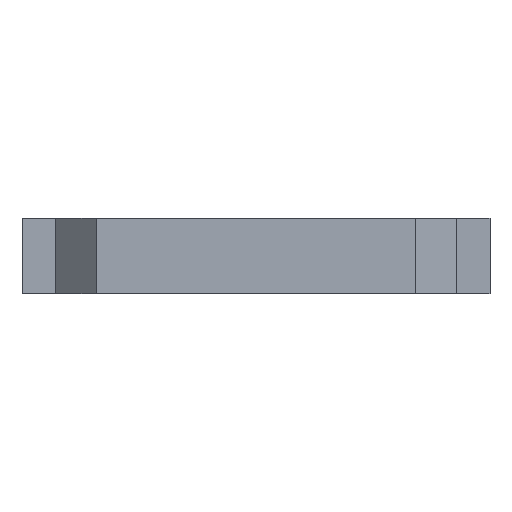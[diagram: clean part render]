
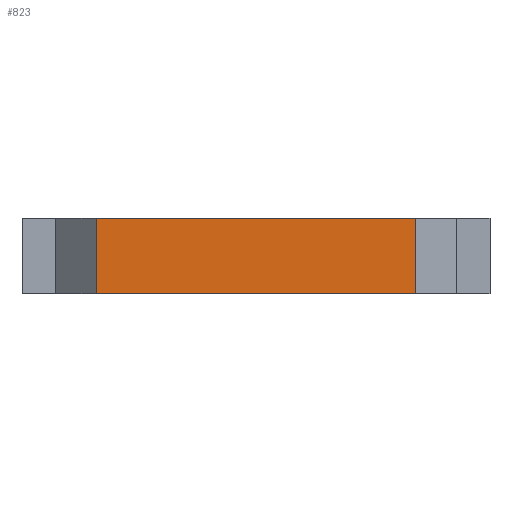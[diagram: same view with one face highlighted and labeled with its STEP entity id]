
A CAD part, left-side view. The second image highlights one B-rep face of the part: STEP entity #823.
In plain terms, the highlighted planar face has unit normal (-1, 0, 0).
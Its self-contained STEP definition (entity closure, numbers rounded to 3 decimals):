
#51=LINE('',#1189,#146);
#97=LINE('',#1302,#192);
#116=LINE('',#1337,#211);
#122=LINE('',#1348,#217);
#146=VECTOR('',#948,10.);
#192=VECTOR('',#1048,10.);
#211=VECTOR('',#1085,10.);
#217=VECTOR('',#1101,10.);
#248=PLANE('',#900);
#289=FACE_OUTER_BOUND('',#336,.T.);
#336=EDGE_LOOP('',(#772,#773,#774,#775));
#387=VERTEX_POINT('',#1186);
#388=VERTEX_POINT('',#1188);
#427=VERTEX_POINT('',#1299);
#428=VERTEX_POINT('',#1301);
#468=EDGE_CURVE('',#387,#388,#51,.T.);
#524=EDGE_CURVE('',#427,#428,#97,.T.);
#543=EDGE_CURVE('',#427,#388,#116,.T.);
#549=EDGE_CURVE('',#428,#387,#122,.T.);
#772=ORIENTED_EDGE('',*,*,#468,.F.);
#773=ORIENTED_EDGE('',*,*,#549,.F.);
#774=ORIENTED_EDGE('',*,*,#524,.F.);
#775=ORIENTED_EDGE('',*,*,#543,.T.);
#823=ADVANCED_FACE('',(#289),#248,.T.);
#900=AXIS2_PLACEMENT_3D('',#1353,#1109,#1110);
#948=DIRECTION('',(0.,-1.,0.));
#1048=DIRECTION('',(0.,1.,0.));
#1085=DIRECTION('',(0.,0.,1.));
#1101=DIRECTION('',(0.,0.,1.));
#1109=DIRECTION('center_axis',(-1.,0.,0.));
#1110=DIRECTION('ref_axis',(0.,1.,0.));
#1186=CARTESIAN_POINT('',(-60.33,37.93,22.));
#1188=CARTESIAN_POINT('',(-60.33,3.93,22.));
#1189=CARTESIAN_POINT('',(-60.33,12.53,22.));
#1299=CARTESIAN_POINT('',(-60.33,3.93,14.));
#1301=CARTESIAN_POINT('',(-60.33,37.93,14.));
#1302=CARTESIAN_POINT('',(-60.33,3.93,14.));
#1337=CARTESIAN_POINT('',(-60.33,3.93,14.));
#1348=CARTESIAN_POINT('',(-60.33,37.93,14.));
#1353=CARTESIAN_POINT('Origin',(-60.33,4.13,22.));
